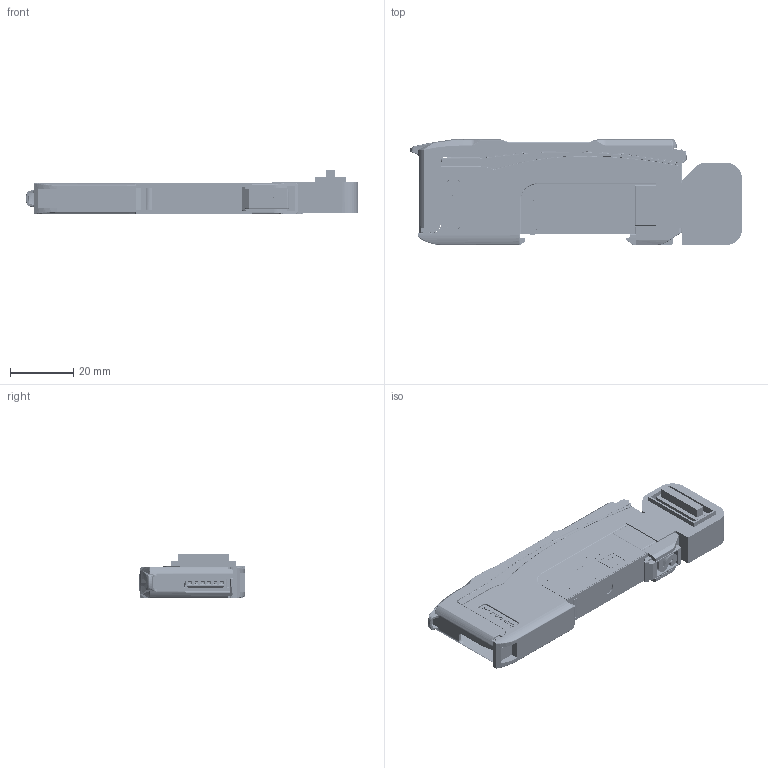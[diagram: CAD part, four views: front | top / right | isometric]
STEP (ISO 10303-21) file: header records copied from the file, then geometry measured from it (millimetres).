
FILE_DESCRIPTION(('CATIA V5 STEP'),'2;1');
FILE_NAME('MF10-CM.stp','2015-01-07T01:41:04+00:00',('none'),('none'),'CATIA Version 5 Release 19 SP 6 (IN-10)','CATIA V5 STEP AP214','none');
FILE_SCHEMA(('AUTOMOTIVE_DESIGN { 1 0 10303 214 1 1 1 1 }'));
Length unit declared in the file: millimetre
Products named in the file (1): MF10-CM
Bounding box: 105.04 x 33.51 x 14.19 mm (x, y, z)
Surface area: 22916 mm2 (no closed solid volume)
Topology: 0 solids, 5629 shells, 5654 faces, 43456 edges, 43342 vertices
Faces by surface type: plane 3057, bspline 1711, cylinder 841, revolution 45
Entity records: 480474 total; most frequent: CARTESIAN_POINT 221386, ORIENTED_EDGE 43391, EDGE_CURVE 43366, VERTEX_POINT 43341, B_SPLINE_CURVE_WITH_KNOTS 42318, DIRECTION 8023, EDGE_LOOP 6016, PRESENTATION_STYLE_ASSIGNMENT 5726
